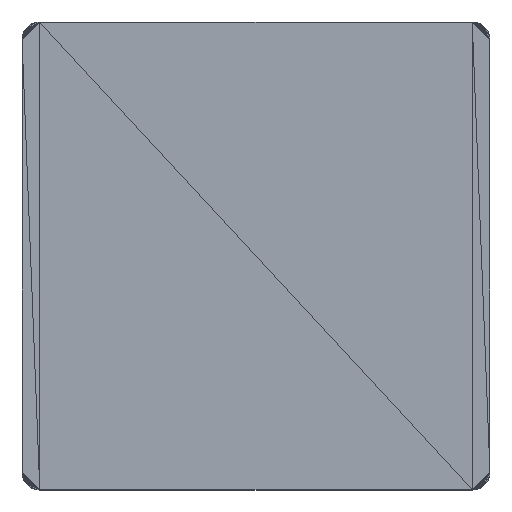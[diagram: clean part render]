
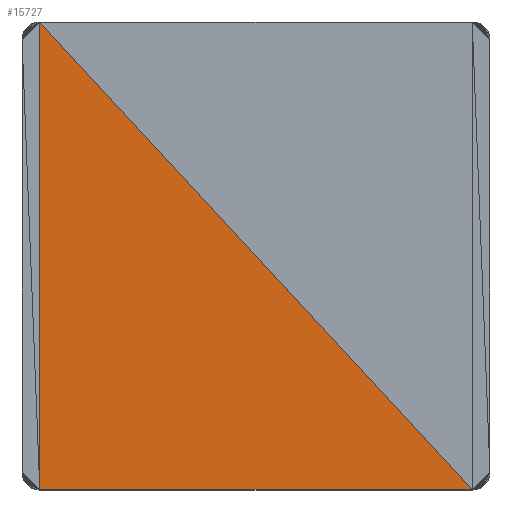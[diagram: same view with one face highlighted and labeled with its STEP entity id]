
A CAD part, top view. The second image highlights one B-rep face of the part: STEP entity #15727.
In plain terms, the highlighted planar face has unit normal (0, 0, 1).
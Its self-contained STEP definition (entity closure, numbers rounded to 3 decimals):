
#5098 = VERTEX_POINT('',#5099);
#5099 = CARTESIAN_POINT('',(-30.5,33.,33.005));
#5129 = VERTEX_POINT('',#5130);
#5130 = CARTESIAN_POINT('',(-30.5,-33.,33.005));
#5136 = EDGE_CURVE('',#5098,#5129,#5137,.T.);
#5137 = LINE('',#5138,#5139);
#5138 = CARTESIAN_POINT('',(-30.5,33.,33.005));
#5139 = VECTOR('',#5140,1.);
#5140 = DIRECTION('',(0.,-1.,0.));
#5229 = VERTEX_POINT('',#5230);
#5230 = CARTESIAN_POINT('',(30.5,-33.,33.005));
#11237 = EDGE_CURVE('',#5229,#5129,#11238,.T.);
#11238 = LINE('',#11239,#11240);
#11239 = CARTESIAN_POINT('',(30.5,-33.,33.005));
#11240 = VECTOR('',#11241,1.);
#11241 = DIRECTION('',(-1.,0.,0.));
#15715 = EDGE_CURVE('',#5098,#5229,#15716,.T.);
#15716 = LINE('',#15717,#15718);
#15717 = CARTESIAN_POINT('',(-30.5,33.,33.005));
#15718 = VECTOR('',#15719,1.);
#15719 = DIRECTION('',(0.679,-0.734,0.));
#15727 = ADVANCED_FACE('',(#15728),#15733,.T.);
#15728 = FACE_BOUND('',#15729,.T.);
#15729 = EDGE_LOOP('',(#15730,#15731,#15732));
#15730 = ORIENTED_EDGE('',*,*,#5136,.T.);
#15731 = ORIENTED_EDGE('',*,*,#11237,.F.);
#15732 = ORIENTED_EDGE('',*,*,#15715,.F.);
#15733 = PLANE('',#15734);
#15734 = AXIS2_PLACEMENT_3D('',#15735,#15736,#15737);
#15735 = CARTESIAN_POINT('',(-9.282,-9.282,
    33.005));
#15736 = DIRECTION('',(0.,0.,1.));
#15737 = DIRECTION('',(1.,0.,-0.));
